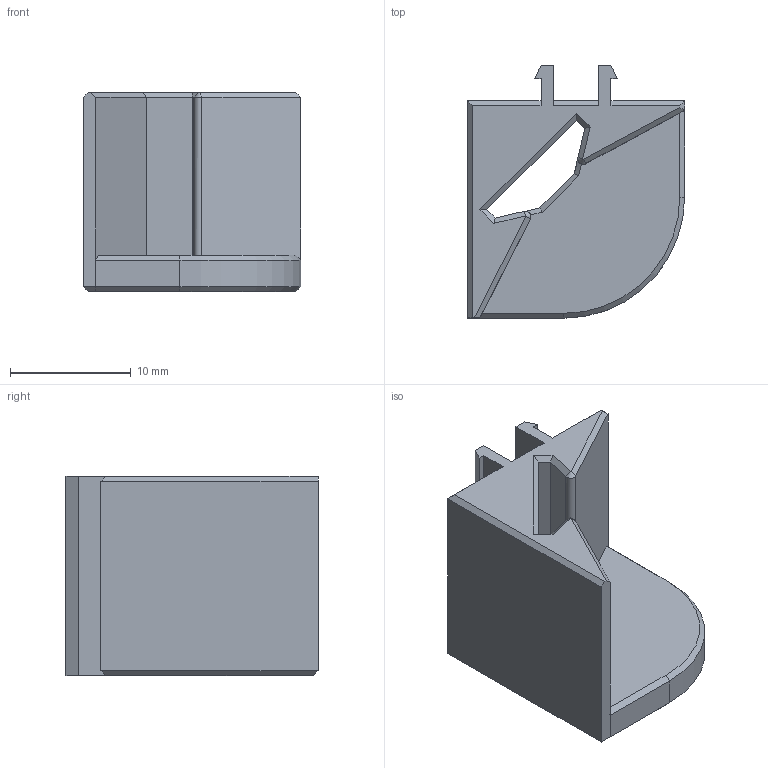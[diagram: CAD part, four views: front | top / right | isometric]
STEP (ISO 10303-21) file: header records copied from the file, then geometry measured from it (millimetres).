
FILE_DESCRIPTION(/* description */ (''),/* implementation_level */ '2;1');
FILE_NAME(/* name */ 'Light Bar - Misumi -v2 v1.step',/* time_stamp */ '2021-09-12T16:45:45-04:00',/* author */ (''),/* organization */ (''),/* preprocessor_version */ 'ST-DEVELOPER v18.1',/* originating_system */ 'Autodesk Translation Framework v10.10.0.1391',/* authorisation */ '');
FILE_SCHEMA (('AUTOMOTIVE_DESIGN { 1 0 10303 214 3 1 1 }'));
Length unit declared in the file: millimetre
Products named in the file (1): Light Bar - Misumi -v2
Bounding box: 18 x 20.89 x 16.5 mm (x, y, z)
Volume: 2399.5 mm3; surface area: 2031.8 mm2
Topology: 1 solids, 1 shells, 69 faces, 174 edges, 106 vertices
Faces by surface type: plane 62, cone 4, cylinder 3
Entity records: 2037 total; most frequent: CARTESIAN_POINT 350, ORIENTED_EDGE 348, DIRECTION 326, EDGE_CURVE 174, LINE 162, VECTOR 162, VERTEX_POINT 106, AXIS2_PLACEMENT_3D 82
